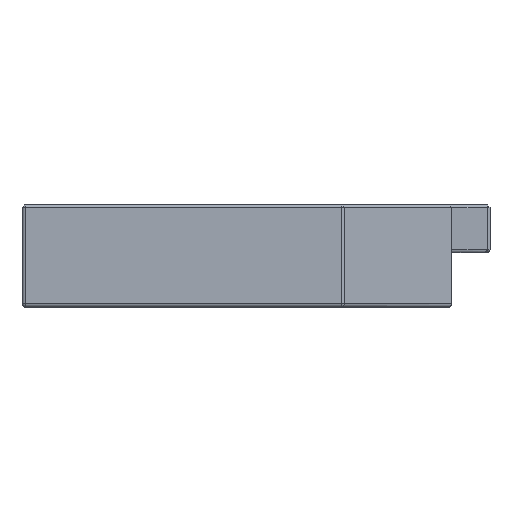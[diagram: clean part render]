
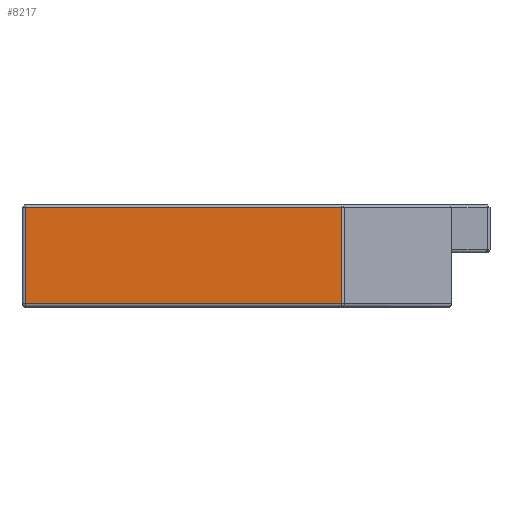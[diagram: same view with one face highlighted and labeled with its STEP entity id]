
A CAD part, left-side view. The second image highlights one B-rep face of the part: STEP entity #8217.
In plain terms, the highlighted planar face has unit normal (-1, 0, 0).
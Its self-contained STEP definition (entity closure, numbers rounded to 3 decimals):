
#903=LINE('',#13716,#1725);
#912=LINE('',#13739,#1734);
#913=LINE('',#13743,#1735);
#914=LINE('',#13744,#1736);
#1725=VECTOR('',#10674,10.);
#1734=VECTOR('',#10705,10.);
#1735=VECTOR('',#10710,10.);
#1736=VECTOR('',#10711,10.);
#2230=FACE_OUTER_BOUND('',#2727,.T.);
#2727=EDGE_LOOP('',(#6573,#6574,#6575,#6576));
#3948=VERTEX_POINT('',#13710);
#3949=VERTEX_POINT('',#13714);
#3952=VERTEX_POINT('',#13738);
#3953=VERTEX_POINT('',#13742);
#4900=EDGE_CURVE('',#3948,#3949,#903,.T.);
#4911=EDGE_CURVE('',#3949,#3952,#912,.T.);
#4913=EDGE_CURVE('',#3953,#3948,#913,.T.);
#4914=EDGE_CURVE('',#3952,#3953,#914,.T.);
#6573=ORIENTED_EDGE('',*,*,#4900,.F.);
#6574=ORIENTED_EDGE('',*,*,#4913,.F.);
#6575=ORIENTED_EDGE('',*,*,#4914,.F.);
#6576=ORIENTED_EDGE('',*,*,#4911,.F.);
#7923=PLANE('',#8936);
#8217=ADVANCED_FACE('',(#2230),#7923,.T.);
#8936=AXIS2_PLACEMENT_3D('',#13741,#10708,#10709);
#10674=DIRECTION('',(0.,-1.,0.));
#10705=DIRECTION('',(0.,0.,-1.));
#10708=DIRECTION('center_axis',(-1.,0.,0.));
#10709=DIRECTION('ref_axis',(0.,1.,0.));
#10710=DIRECTION('',(0.,0.,1.));
#10711=DIRECTION('',(0.,1.,0.));
#13710=CARTESIAN_POINT('',(0.,67.5,-0.4));
#13714=CARTESIAN_POINT('',(0.,21.117,-0.4));
#13716=CARTESIAN_POINT('',(0.,28.705,-0.4));
#13738=CARTESIAN_POINT('',(0.,21.117,-14.5));
#13739=CARTESIAN_POINT('',(0.,21.117,0.));
#13741=CARTESIAN_POINT('Origin',(0.,20.91,0.));
#13742=CARTESIAN_POINT('',(0.,67.5,-14.5));
#13743=CARTESIAN_POINT('',(0.,67.5,0.));
#13744=CARTESIAN_POINT('',(0.,28.705,-14.5));
